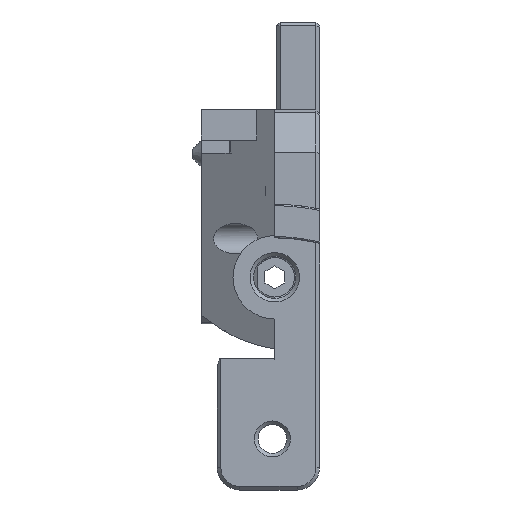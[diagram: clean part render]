
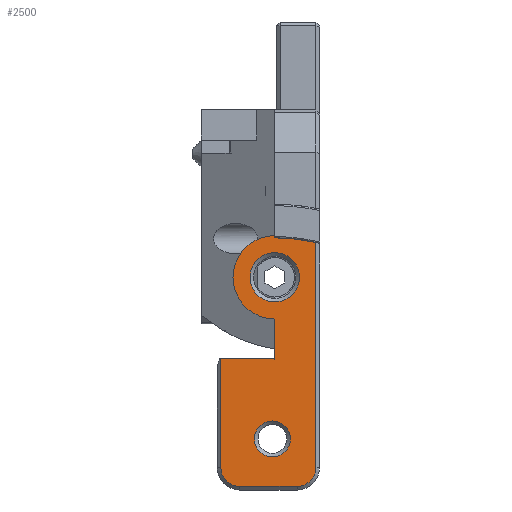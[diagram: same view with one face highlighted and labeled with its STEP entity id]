
A CAD part, left-side view. The second image highlights one B-rep face of the part: STEP entity #2500.
In plain terms, the highlighted planar face has unit normal (-1, 0, 0).
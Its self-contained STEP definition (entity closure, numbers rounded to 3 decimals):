
#196 = VERTEX_POINT('',#197);
#197 = CARTESIAN_POINT('',(1.05,91.835,
    55.828));
#203 = EDGE_CURVE('',#196,#204,#206,.T.);
#204 = VERTEX_POINT('',#205);
#205 = CARTESIAN_POINT('',(1.05,91.835,
    56.936));
#206 = LINE('',#207,#208);
#207 = CARTESIAN_POINT('',(1.05,91.835,
    43.878));
#208 = VECTOR('',#209,1.);
#209 = DIRECTION('',(0.,0.,1.));
#2480 = VERTEX_POINT('',#2481);
#2481 = CARTESIAN_POINT('',(1.05,91.835,
    46.528));
#2487 = EDGE_CURVE('',#196,#2480,#2488,.T.);
#2488 = CIRCLE('',#2489,4.65);
#2489 = AXIS2_PLACEMENT_3D('',#2490,#2491,#2492);
#2490 = CARTESIAN_POINT('',(1.05,91.835,
    51.178));
#2491 = DIRECTION('',(-1.,0.,0.));
#2492 = DIRECTION('',(0.,-1.,0.));
#2500 = ADVANCED_FACE('',(#2501,#2570,#2581),#2592,.T.);
#2501 = FACE_BOUND('',#2502,.T.);
#2502 = EDGE_LOOP('',(#2503,#2512,#2513,#2514,#2522,#2530,#2538,#2547,
    #2555,#2564));
#2503 = ORIENTED_EDGE('',*,*,#2504,.T.);
#2504 = EDGE_CURVE('',#2505,#204,#2507,.T.);
#2505 = VERTEX_POINT('',#2506);
#2506 = CARTESIAN_POINT('',(1.05,87.235,
    56.436));
#2507 = CIRCLE('',#2508,23.771);
#2508 = AXIS2_PLACEMENT_3D('',#2509,#2510,#2511);
#2509 = CARTESIAN_POINT('',(1.05,92.094,
    33.167));
#2510 = DIRECTION('',(-1.,0.,0.));
#2511 = DIRECTION('',(0.,0.977,0.214));
#2512 = ORIENTED_EDGE('',*,*,#203,.F.);
#2513 = ORIENTED_EDGE('',*,*,#2487,.T.);
#2514 = ORIENTED_EDGE('',*,*,#2515,.T.);
#2515 = EDGE_CURVE('',#2480,#2516,#2518,.T.);
#2516 = VERTEX_POINT('',#2517);
#2517 = CARTESIAN_POINT('',(1.05,91.835,
    42.128));
#2518 = LINE('',#2519,#2520);
#2519 = CARTESIAN_POINT('',(1.05,91.835,
    53.328));
#2520 = VECTOR('',#2521,1.);
#2521 = DIRECTION('',(0.,0.,-1.));
#2522 = ORIENTED_EDGE('',*,*,#2523,.F.);
#2523 = EDGE_CURVE('',#2524,#2516,#2526,.T.);
#2524 = VERTEX_POINT('',#2525);
#2525 = CARTESIAN_POINT('',(1.05,97.839,
    42.128));
#2526 = LINE('',#2527,#2528);
#2527 = CARTESIAN_POINT('',(1.05,91.835,
    42.128));
#2528 = VECTOR('',#2529,1.);
#2529 = DIRECTION('',(0.,-1.,0.));
#2530 = ORIENTED_EDGE('',*,*,#2531,.F.);
#2531 = EDGE_CURVE('',#2532,#2524,#2534,.T.);
#2532 = VERTEX_POINT('',#2533);
#2533 = CARTESIAN_POINT('',(1.05,97.839,
    29.978));
#2534 = LINE('',#2535,#2536);
#2535 = CARTESIAN_POINT('',(1.05,97.839,
    41.978));
#2536 = VECTOR('',#2537,1.);
#2537 = DIRECTION('',(0.,0.,1.));
#2538 = ORIENTED_EDGE('',*,*,#2539,.F.);
#2539 = EDGE_CURVE('',#2540,#2532,#2542,.T.);
#2540 = VERTEX_POINT('',#2541);
#2541 = CARTESIAN_POINT('',(1.05,95.739,
    27.878));
#2542 = CIRCLE('',#2543,2.1);
#2543 = AXIS2_PLACEMENT_3D('',#2544,#2545,#2546);
#2544 = CARTESIAN_POINT('',(1.05,95.739,
    29.978));
#2545 = DIRECTION('',(1.,0.,0.));
#2546 = DIRECTION('',(0.,0.707,-0.707)
  );
#2547 = ORIENTED_EDGE('',*,*,#2548,.F.);
#2548 = EDGE_CURVE('',#2549,#2540,#2551,.T.);
#2549 = VERTEX_POINT('',#2550);
#2550 = CARTESIAN_POINT('',(1.05,89.335,
    27.878));
#2551 = LINE('',#2552,#2553);
#2552 = CARTESIAN_POINT('',(1.05,98.835,
    27.878));
#2553 = VECTOR('',#2554,1.);
#2554 = DIRECTION('',(0.,1.,0.));
#2555 = ORIENTED_EDGE('',*,*,#2556,.F.);
#2556 = EDGE_CURVE('',#2557,#2549,#2559,.T.);
#2557 = VERTEX_POINT('',#2558);
#2558 = CARTESIAN_POINT('',(1.05,87.235,
    29.978));
#2559 = CIRCLE('',#2560,2.1);
#2560 = AXIS2_PLACEMENT_3D('',#2561,#2562,#2563);
#2561 = CARTESIAN_POINT('',(1.05,89.335,
    29.978));
#2562 = DIRECTION('',(1.,0.,0.));
#2563 = DIRECTION('',(0.,-0.707,
    -0.707));
#2564 = ORIENTED_EDGE('',*,*,#2565,.T.);
#2565 = EDGE_CURVE('',#2557,#2505,#2566,.T.);
#2566 = LINE('',#2567,#2568);
#2567 = CARTESIAN_POINT('',(1.05,87.235,
    52.303));
#2568 = VECTOR('',#2569,1.);
#2569 = DIRECTION('',(0.,0.,1.));
#2570 = FACE_BOUND('',#2571,.T.);
#2571 = EDGE_LOOP('',(#2572));
#2572 = ORIENTED_EDGE('',*,*,#2573,.F.);
#2573 = EDGE_CURVE('',#2574,#2574,#2576,.T.);
#2574 = VERTEX_POINT('',#2575);
#2575 = CARTESIAN_POINT('',(1.05,94.094,
    33.167));
#2576 = CIRCLE('',#2577,2.);
#2577 = AXIS2_PLACEMENT_3D('',#2578,#2579,#2580);
#2578 = CARTESIAN_POINT('',(1.05,92.094,
    33.167));
#2579 = DIRECTION('',(-1.,0.,0.));
#2580 = DIRECTION('',(0.,-1.,0.));
#2581 = FACE_BOUND('',#2582,.T.);
#2582 = EDGE_LOOP('',(#2583));
#2583 = ORIENTED_EDGE('',*,*,#2584,.F.);
#2584 = EDGE_CURVE('',#2585,#2585,#2587,.T.);
#2585 = VERTEX_POINT('',#2586);
#2586 = CARTESIAN_POINT('',(1.05,94.585,
    51.178));
#2587 = CIRCLE('',#2588,2.75);
#2588 = AXIS2_PLACEMENT_3D('',#2589,#2590,#2591);
#2589 = CARTESIAN_POINT('',(1.05,91.835,
    51.178));
#2590 = DIRECTION('',(-1.,0.,0.));
#2591 = DIRECTION('',(0.,-1.,0.));
#2592 = PLANE('',#2593);
#2593 = AXIS2_PLACEMENT_3D('',#2594,#2595,#2596);
#2594 = CARTESIAN_POINT('',(1.05,110.835,
    49.378));
#2595 = DIRECTION('',(-1.,0.,0.));
#2596 = DIRECTION('',(0.,-1.,0.));
